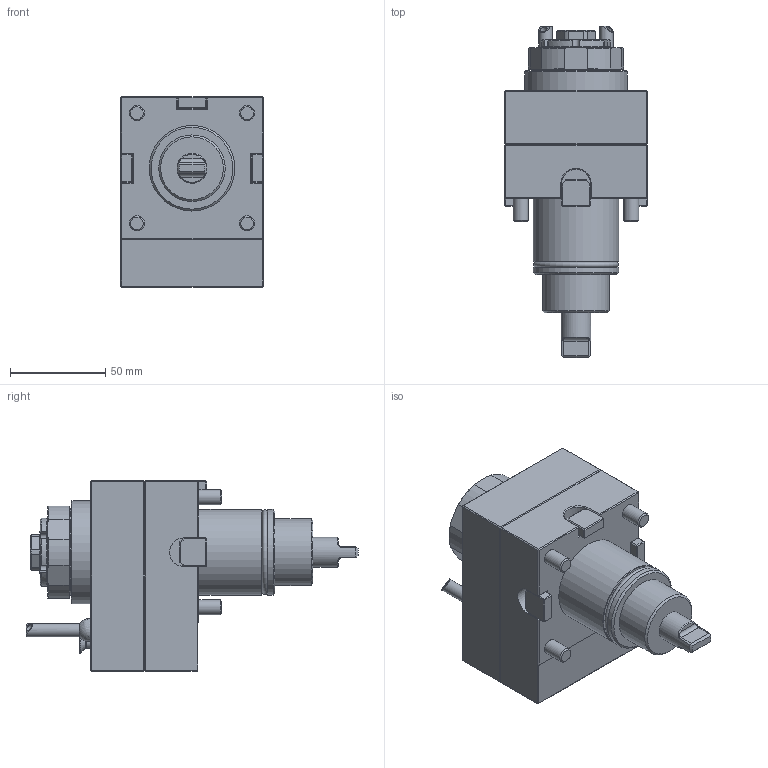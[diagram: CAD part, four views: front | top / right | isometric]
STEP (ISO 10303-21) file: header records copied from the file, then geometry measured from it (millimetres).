
FILE_DESCRIPTION (( 'STEP AP214' ), '1' );
FILE_NAME ('RAPPS16122UT45.STEP', '2023-07-03T07:19:31', ( '' ), ( '' ), 'SwSTEP 2.0', 'SolidWorks 2016', '' );
FILE_SCHEMA (( 'AUTOMOTIVE_DESIGN' ));
Length unit declared in the file: millimetre
Products named in the file (1): RAPPS16122UT45
Bounding box: 75 x 174.7 x 100 mm (x, y, z)
Volume: 570689 mm3; surface area: 55057.2 mm2
Topology: 4 solids, 4 shells, 655 faces, 1657 edges, 1050 vertices
Faces by surface type: plane 447, cylinder 75, bspline 73, cone 53, torus 5, sphere 2
Full cylindrical faces by diameter (mm): 1.7 x1, 2.1 x1, 4 x2, 6 x2, 6.366 x1, 7 x2, 8 x4, 11.57 x2, 15.7 x1, 35 x1, 36 x1, 40.2 x1, 45 x2, 45.5 x1, 54 x1
Entity records: 26237 total; most frequent: CARTESIAN_POINT 8026, ORIENTED_EDGE 3188, DIRECTION 2736, EDGE_CURVE 1594, VECTOR 1150, LINE 1150, VERTEX_POINT 1035, AXIS2_PLACEMENT_3D 793
